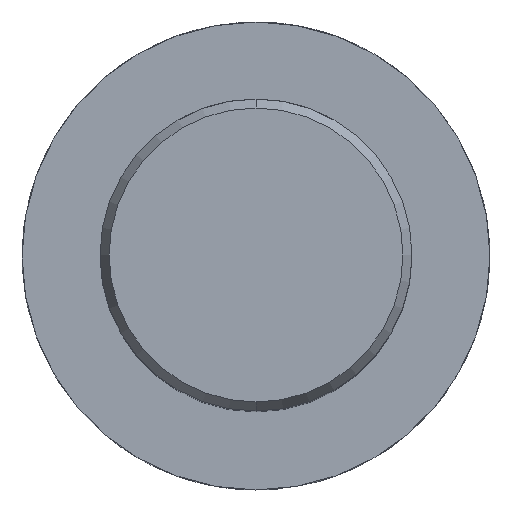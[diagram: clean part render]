
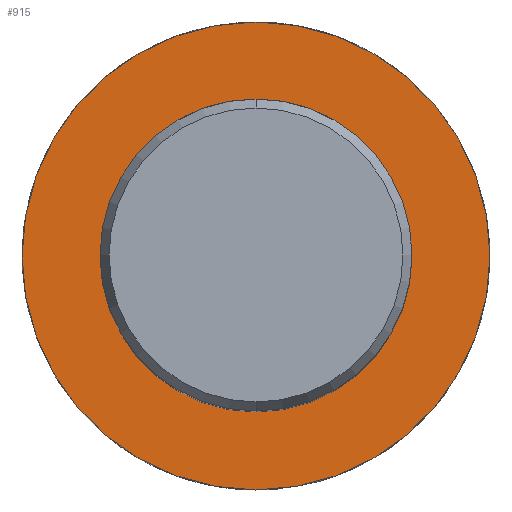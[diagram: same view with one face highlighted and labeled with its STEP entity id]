
A CAD part, top view. The second image highlights one B-rep face of the part: STEP entity #915.
In plain terms, the highlighted planar face has unit normal (0, 0, 1).
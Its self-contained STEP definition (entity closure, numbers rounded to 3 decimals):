
#421=VERTEX_POINT('',#1223);
#697=VERTEX_POINT('',#1519);
#761=VERTEX_POINT('',#1590);
#777=EDGE_CURVE('',#877,#761,#1608,.T.);
#809=EDGE_CURVE('',#697,#421,#1646,.T.);
#877=VERTEX_POINT('',#1721);
#915=ADVANCED_FACE('',(#1761,#1762),#1763,.T.);
#919=EDGE_CURVE('',#761,#877,#1767,.T.);
#1173=EDGE_CURVE('',#421,#697,#2045,.T.);
#1223=CARTESIAN_POINT('',(0.0,20.0,-70.0));
#1519=CARTESIAN_POINT('',(0.,-20.0,-70.0));
#1590=CARTESIAN_POINT('',(0.,-30.0,-70.0));
#1608=CIRCLE('',#3697,30.0);
#1646=CIRCLE('',#3781,20.0);
#1721=CARTESIAN_POINT('',(0.0,30.0,-70.0));
#1761=FACE_BOUND('',#4519,.T.);
#1762=FACE_OUTER_BOUND('',#4520,.T.);
#1763=PLANE('',#4521);
#1767=CIRCLE('',#4540,30.0);
#2045=CIRCLE('',#5501,20.0);
#3697=AXIS2_PLACEMENT_3D('',#5962,#5963,#5964);
#3781=AXIS2_PLACEMENT_3D('',#6039,#6040,#6041);
#4519=EDGE_LOOP('',(#6163,#6164));
#4520=EDGE_LOOP('',(#6165,#6166));
#4521=AXIS2_PLACEMENT_3D('',#6167,#6168,#6169);
#4540=AXIS2_PLACEMENT_3D('',#6170,#6171,#6172);
#5501=AXIS2_PLACEMENT_3D('',#6459,#6460,#6461);
#5962=CARTESIAN_POINT('',(0.0,0.0,-70.0));
#5963=DIRECTION('',(0.0,0.0,-1.0));
#5964=DIRECTION('',(0.0,1.0,0.0));
#6039=CARTESIAN_POINT('',(0.0,0.0,-70.0));
#6040=DIRECTION('',(-0.0,0.0,-1.0));
#6041=DIRECTION('',(0.0,1.0,0.0));
#6163=ORIENTED_EDGE('',*,*,#1173,.T.);
#6164=ORIENTED_EDGE('',*,*,#809,.T.);
#6165=ORIENTED_EDGE('',*,*,#777,.F.);
#6166=ORIENTED_EDGE('',*,*,#919,.F.);
#6167=CARTESIAN_POINT('',(0.0,15.0,-70.0));
#6168=DIRECTION('',(-0.0,0.0,1.0));
#6169=DIRECTION('',(0.0,-1.0,0.0));
#6170=CARTESIAN_POINT('',(0.0,0.0,-70.0));
#6171=DIRECTION('',(0.0,0.0,-1.0));
#6172=DIRECTION('',(0.0,1.0,0.0));
#6459=CARTESIAN_POINT('',(0.0,0.0,-70.0));
#6460=DIRECTION('',(-0.0,0.0,-1.0));
#6461=DIRECTION('',(0.0,1.0,0.0));
